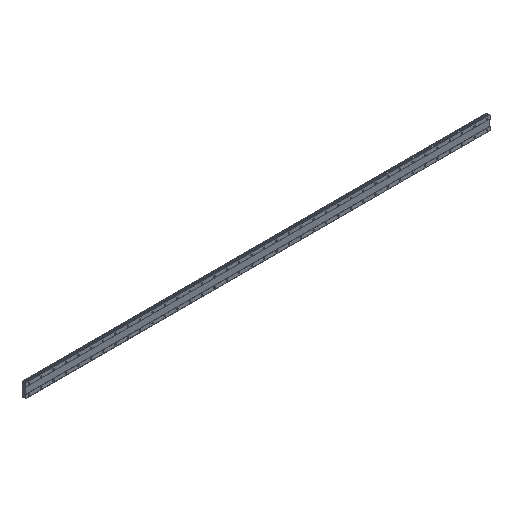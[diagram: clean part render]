
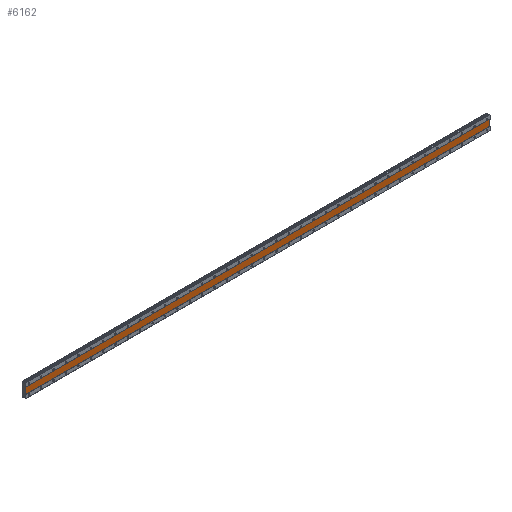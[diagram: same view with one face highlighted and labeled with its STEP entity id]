
A CAD part, isometric view. The second image highlights one B-rep face of the part: STEP entity #6162.
In plain terms, the highlighted planar face has unit normal (0, -1, 0).
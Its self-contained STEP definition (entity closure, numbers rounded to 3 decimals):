
#288 = LINE ( 'NONE', #11430, #994 ) ;
#622 = CARTESIAN_POINT ( 'NONE',  ( -20., 1., 20. ) ) ;
#634 = CARTESIAN_POINT ( 'NONE',  ( -20., 1., 20. ) ) ;
#813 = CARTESIAN_POINT ( 'NONE',  ( -20., 1., -20. ) ) ;
#994 = VECTOR ( 'NONE', #6398, 1000. ) ;
#1078 = ORIENTED_EDGE ( 'NONE', *, *, #7964, .F. ) ;
#1164 = VECTOR ( 'NONE', #4646, 1000. ) ;
#1405 = ORIENTED_EDGE ( 'NONE', *, *, #9321, .F. ) ;
#1608 = CARTESIAN_POINT ( 'NONE',  ( 2980., 1., -20. ) ) ;
#3161 = LINE ( 'NONE', #7131, #11993 ) ;
#3813 = CARTESIAN_POINT ( 'NONE',  ( 2980., 1., 20. ) ) ;
#4590 = DIRECTION ( 'NONE',  ( 0., 0., 1. ) ) ;
#4646 = DIRECTION ( 'NONE',  ( -1., 0., 0. ) ) ;
#4781 = CARTESIAN_POINT ( 'NONE',  ( 2980., 1., -20. ) ) ;
#4894 = LINE ( 'NONE', #4781, #1164 ) ;
#5365 = DIRECTION ( 'NONE',  ( 0., 1., 0. ) ) ;
#6162 = ADVANCED_FACE ( 'NONE', ( #9755 ), #12757, .F. ) ;
#6163 = EDGE_LOOP ( 'NONE', ( #1078, #1405, #8082, #8591 ) ) ;
#6270 = DIRECTION ( 'NONE',  ( 0., 0., 1. ) ) ;
#6398 = DIRECTION ( 'NONE',  ( 0., 0., -1. ) ) ;
#6737 = VERTEX_POINT ( 'NONE', #813 ) ;
#6918 = VERTEX_POINT ( 'NONE', #8309 ) ;
#7131 = CARTESIAN_POINT ( 'NONE',  ( 2980., 1., 20. ) ) ;
#7374 = AXIS2_PLACEMENT_3D ( 'NONE', #3813, #5365, #6270 ) ;
#7964 = EDGE_CURVE ( 'NONE', #8566, #6737, #4894, .T. ) ;
#8082 = ORIENTED_EDGE ( 'NONE', *, *, #8882, .F. ) ;
#8309 = CARTESIAN_POINT ( 'NONE',  ( 2980., 1., 20. ) ) ;
#8566 = VERTEX_POINT ( 'NONE', #1608 ) ;
#8591 = ORIENTED_EDGE ( 'NONE', *, *, #9005, .F. ) ;
#8882 = EDGE_CURVE ( 'NONE', #10790, #6918, #3161, .T. ) ;
#9005 = EDGE_CURVE ( 'NONE', #6737, #10790, #11380, .T. ) ;
#9321 = EDGE_CURVE ( 'NONE', #6918, #8566, #288, .T. ) ;
#9755 = FACE_OUTER_BOUND ( 'NONE', #6163, .T. ) ;
#10133 = VECTOR ( 'NONE', #4590, 1000. ) ;
#10790 = VERTEX_POINT ( 'NONE', #622 ) ;
#11114 = DIRECTION ( 'NONE',  ( 1., 0., 0. ) ) ;
#11380 = LINE ( 'NONE', #634, #10133 ) ;
#11430 = CARTESIAN_POINT ( 'NONE',  ( 2980., 1., 20. ) ) ;
#11993 = VECTOR ( 'NONE', #11114, 1000. ) ;
#12757 = PLANE ( 'NONE',  #7374 ) ;
